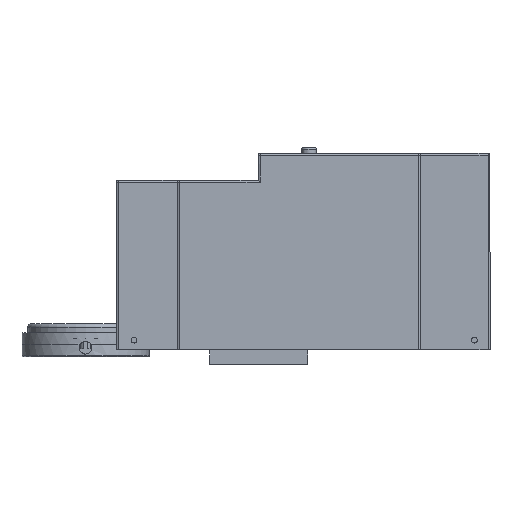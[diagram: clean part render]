
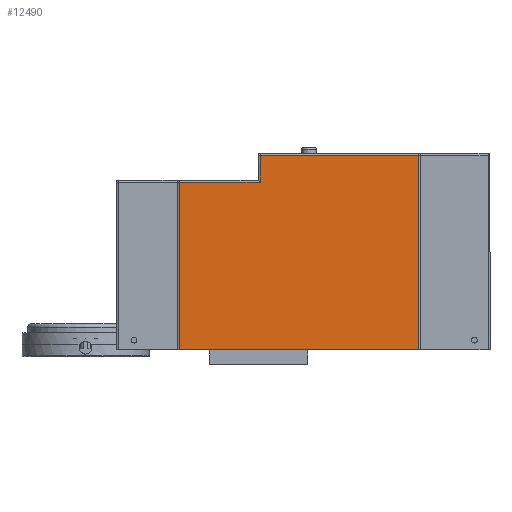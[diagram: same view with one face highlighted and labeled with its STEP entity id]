
A CAD part, left-side view. The second image highlights one B-rep face of the part: STEP entity #12490.
In plain terms, the highlighted planar face has unit normal (-1, 0, 0).
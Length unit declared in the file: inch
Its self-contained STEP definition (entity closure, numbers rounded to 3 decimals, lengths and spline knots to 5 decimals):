
#1362=LINE('',#32703,#2524);
#1411=LINE('',#32836,#2573);
#1417=LINE('',#32852,#2579);
#1497=LINE('',#33075,#2659);
#1499=LINE('',#33087,#2661);
#1501=LINE('',#33090,#2663);
#2524=VECTOR('',#16475,0.3937);
#2573=VECTOR('',#16582,0.3937);
#2579=VECTOR('',#16602,0.3937);
#2659=VECTOR('',#16852,0.3937);
#2661=VECTOR('',#16866,0.3937);
#2663=VECTOR('',#16870,0.3937);
#3645=FACE_OUTER_BOUND('',#4452,.T.);
#4452=EDGE_LOOP('',(#10969,#10970,#10971,#10972,#10973,#10974));
#5933=VERTEX_POINT('',#32700);
#5934=VERTEX_POINT('',#32702);
#5989=VERTEX_POINT('',#32834);
#5992=VERTEX_POINT('',#32850);
#6050=VERTEX_POINT('',#33074);
#6053=VERTEX_POINT('',#33084);
#7536=EDGE_CURVE('',#5933,#5934,#1362,.T.);
#7604=EDGE_CURVE('',#5989,#5933,#1411,.T.);
#7612=EDGE_CURVE('',#5992,#5989,#1417,.T.);
#7721=EDGE_CURVE('',#6050,#5992,#1497,.T.);
#7727=EDGE_CURVE('',#6050,#6053,#1499,.T.);
#7729=EDGE_CURVE('',#5934,#6053,#1501,.T.);
#10969=ORIENTED_EDGE('',*,*,#7604,.F.);
#10970=ORIENTED_EDGE('',*,*,#7612,.F.);
#10971=ORIENTED_EDGE('',*,*,#7721,.F.);
#10972=ORIENTED_EDGE('',*,*,#7727,.T.);
#10973=ORIENTED_EDGE('',*,*,#7729,.F.);
#10974=ORIENTED_EDGE('',*,*,#7536,.F.);
#11874=PLANE('',#13778);
#12490=ADVANCED_FACE('',(#3645),#11874,.T.);
#13778=AXIS2_PLACEMENT_3D('',#33089,#16868,#16869);
#16475=DIRECTION('',(0.,1.,0.));
#16582=DIRECTION('',(0.,0.,-1.));
#16602=DIRECTION('',(0.,-1.,0.));
#16852=DIRECTION('',(0.,0.,1.));
#16866=DIRECTION('',(0.,1.,0.));
#16868=DIRECTION('center_axis',(-1.,0.,0.));
#16869=DIRECTION('ref_axis',(0.,-1.,0.));
#16870=DIRECTION('',(0.,0.,1.));
#32700=CARTESIAN_POINT('',(-2.2,-2.64833,-0.3));
#32702=CARTESIAN_POINT('',(-2.2,3.56367,-0.3));
#32703=CARTESIAN_POINT('',(-2.2,-1.19833,-0.3));
#32834=CARTESIAN_POINT('',(-2.2,-2.64833,4.75));
#32836=CARTESIAN_POINT('',(-2.2,-2.64833,2.2));
#32850=CARTESIAN_POINT('',(-2.2,1.464,4.75));
#32852=CARTESIAN_POINT('',(-2.2,-2.64833,4.75));
#33074=CARTESIAN_POINT('',(-2.2,1.464,4.05));
#33075=CARTESIAN_POINT('',(-2.2,1.464,4.75));
#33084=CARTESIAN_POINT('',(-2.2,3.56367,4.05));
#33087=CARTESIAN_POINT('',(-2.2,3.51367,4.05));
#33089=CARTESIAN_POINT('Origin',(-2.2,3.61367,4.7));
#33090=CARTESIAN_POINT('',(-2.2,3.56367,3.3));
